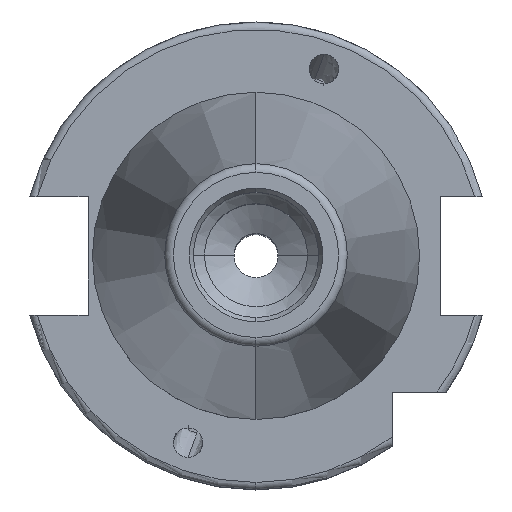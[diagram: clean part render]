
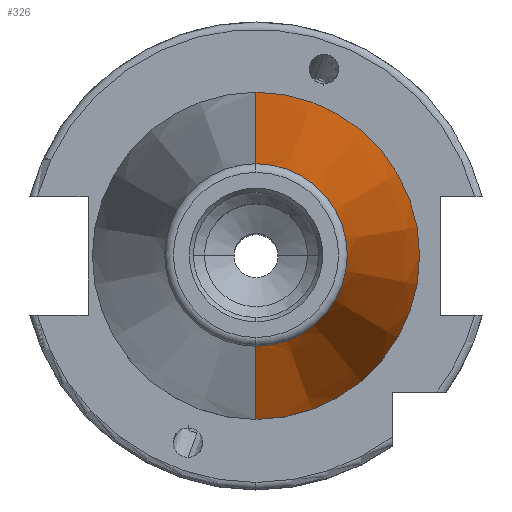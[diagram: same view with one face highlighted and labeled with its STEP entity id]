
A CAD part, top view. The second image highlights one B-rep face of the part: STEP entity #326.
In plain terms, the highlighted conical face has half-angle 8.297 degrees and reference radius 22.225 mm.
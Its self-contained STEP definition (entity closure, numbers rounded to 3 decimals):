
#326 = ADVANCED_FACE ( 'NONE', ( #2300 ), #2330, .T. ) ;
#327 = EDGE_LOOP ( 'NONE', ( #359, #341, #333, #334 ) ) ;
#333 = ORIENTED_EDGE ( 'NONE', *, *, #384, .T. ) ;
#334 = ORIENTED_EDGE ( 'NONE', *, *, #381, .F. ) ;
#340 = VERTEX_POINT ( 'NONE', #2440 ) ;
#341 = ORIENTED_EDGE ( 'NONE', *, *, #342, .T. ) ;
#342 = EDGE_CURVE ( 'NONE', #361, #385, #2434, .T. ) ;
#350 = VERTEX_POINT ( 'NONE', #2586 ) ;
#359 = ORIENTED_EDGE ( 'NONE', *, *, #360, .F. ) ;
#360 = EDGE_CURVE ( 'NONE', #361, #340, #2551, .T. ) ;
#361 = VERTEX_POINT ( 'NONE', #2494 ) ;
#381 = EDGE_CURVE ( 'NONE', #340, #350, #2456, .T. ) ;
#384 = EDGE_CURVE ( 'NONE', #385, #350, #2542, .T. ) ;
#385 = VERTEX_POINT ( 'NONE', #2527 ) ;
#2111 = VECTOR ( 'NONE', #2242, 1000. ) ;
#2112 = CARTESIAN_POINT ( 'NONE',  ( 0., -22.225, 19.1 ) ) ;
#2242 = DIRECTION ( 'NONE',  ( 0., -0.144, -0.99 ) ) ;
#2300 = FACE_OUTER_BOUND ( 'NONE', #327, .T. ) ;
#2326 = DIRECTION ( 'NONE',  ( 0., 1., 0. ) ) ;
#2327 = DIRECTION ( 'NONE',  ( 0., 0., -1. ) ) ;
#2328 = CARTESIAN_POINT ( 'NONE',  ( 0., 0., 19.1 ) ) ;
#2329 = AXIS2_PLACEMENT_3D ( 'NONE', #2328, #2327, #2326 ) ;
#2330 = CONICAL_SURFACE ( 'NONE', #2329, 22.225, 0.145 ) ;
#2434 = LINE ( 'NONE', #2112, #2111 ) ;
#2440 = CARTESIAN_POINT ( 'NONE',  ( 0., 12.4, 86.473 ) ) ;
#2455 = CARTESIAN_POINT ( 'NONE',  ( 0., 22.225, 19.1 ) ) ;
#2456 = LINE ( 'NONE', #2455, #2548 ) ;
#2494 = CARTESIAN_POINT ( 'NONE',  ( 0., -12.4, 86.473 ) ) ;
#2495 = DIRECTION ( 'NONE',  ( 0., -1., 0. ) ) ;
#2496 = DIRECTION ( 'NONE',  ( 0., 0., 1. ) ) ;
#2497 = CARTESIAN_POINT ( 'NONE',  ( 0., 0., 86.473 ) ) ;
#2498 = AXIS2_PLACEMENT_3D ( 'NONE', #2497, #2496, #2495 ) ;
#2527 = CARTESIAN_POINT ( 'NONE',  ( 0., -22.225, 19.1 ) ) ;
#2528 = DIRECTION ( 'NONE',  ( 0., -1., 0. ) ) ;
#2529 = DIRECTION ( 'NONE',  ( 0., 0., 1. ) ) ;
#2530 = AXIS2_PLACEMENT_3D ( 'NONE', #2543, #2529, #2528 ) ;
#2542 = CIRCLE ( 'NONE', #2530, 22.225 ) ;
#2543 = CARTESIAN_POINT ( 'NONE',  ( 0., 0., 19.1 ) ) ;
#2547 = DIRECTION ( 'NONE',  ( 0., 0.144, -0.99 ) ) ;
#2548 = VECTOR ( 'NONE', #2547, 1000. ) ;
#2551 = CIRCLE ( 'NONE', #2498, 12.4 ) ;
#2586 = CARTESIAN_POINT ( 'NONE',  ( 0., 22.225, 19.1 ) ) ;
